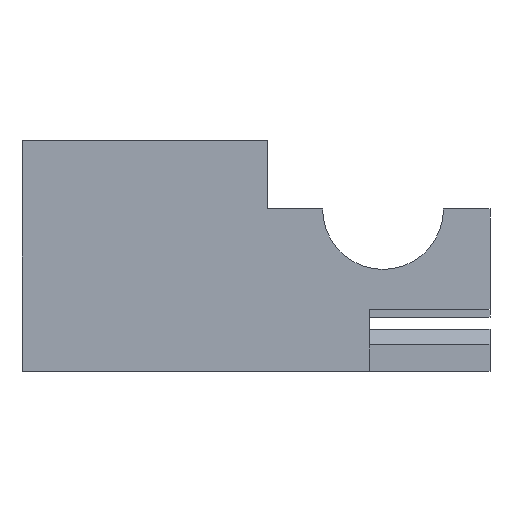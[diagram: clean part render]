
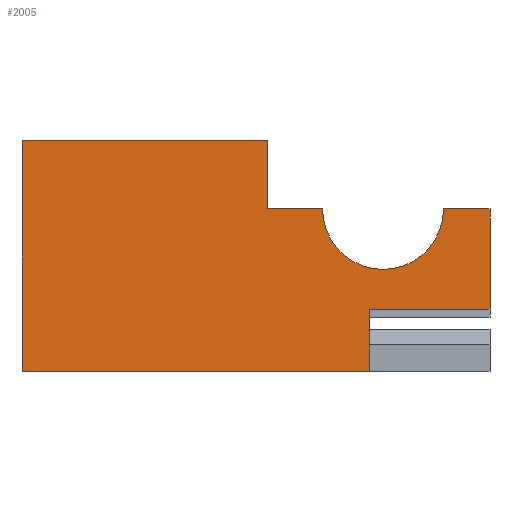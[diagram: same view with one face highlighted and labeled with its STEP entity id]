
A CAD part, left-side view. The second image highlights one B-rep face of the part: STEP entity #2005.
In plain terms, the highlighted planar face has unit normal (-1, 0, 0).
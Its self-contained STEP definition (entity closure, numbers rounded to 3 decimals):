
#117=CIRCLE('',#2181,8.);
#254=FACE_OUTER_BOUND('',#401,.T.);
#401=EDGE_LOOP('',(#1813,#1814,#1815,#1816,#1817,#1818,#1819,#1820,#1821,
#1822,#1823,#1824));
#458=LINE('',#2903,#669);
#552=LINE('',#3139,#763);
#557=LINE('',#3146,#768);
#571=LINE('',#3201,#782);
#573=LINE('',#3206,#784);
#598=LINE('',#3266,#809);
#599=LINE('',#3269,#810);
#601=LINE('',#3272,#812);
#608=LINE('',#3290,#819);
#610=LINE('',#3294,#821);
#612=LINE('',#3297,#823);
#669=VECTOR('',#2352,10.);
#763=VECTOR('',#2558,10.);
#768=VECTOR('',#2565,10.);
#782=VECTOR('',#2631,10.);
#784=VECTOR('',#2635,10.);
#809=VECTOR('',#2696,10.);
#810=VECTOR('',#2699,10.);
#812=VECTOR('',#2703,10.);
#819=VECTOR('',#2726,10.);
#821=VECTOR('',#2730,10.);
#823=VECTOR('',#2734,10.);
#878=VERTEX_POINT('',#2900);
#879=VERTEX_POINT('',#2902);
#964=VERTEX_POINT('',#3137);
#965=VERTEX_POINT('',#3138);
#966=VERTEX_POINT('',#3144);
#981=VERTEX_POINT('',#3200);
#982=VERTEX_POINT('',#3204);
#983=VERTEX_POINT('',#3205);
#1000=VERTEX_POINT('',#3264);
#1001=VERTEX_POINT('',#3268);
#1004=VERTEX_POINT('',#3289);
#1005=VERTEX_POINT('',#3293);
#1086=EDGE_CURVE('',#879,#878,#458,.T.);
#1199=EDGE_CURVE('',#964,#965,#552,.T.);
#1204=EDGE_CURVE('',#965,#966,#557,.T.);
#1230=EDGE_CURVE('',#981,#964,#571,.T.);
#1232=EDGE_CURVE('',#982,#983,#573,.T.);
#1263=EDGE_CURVE('',#966,#1000,#598,.T.);
#1264=EDGE_CURVE('',#878,#1001,#599,.T.);
#1266=EDGE_CURVE('',#1001,#982,#601,.T.);
#1272=EDGE_CURVE('',#983,#981,#117,.F.);
#1274=EDGE_CURVE('',#1004,#879,#608,.T.);
#1276=EDGE_CURVE('',#1005,#1004,#610,.T.);
#1278=EDGE_CURVE('',#1000,#1005,#612,.T.);
#1813=ORIENTED_EDGE('',*,*,#1199,.T.);
#1814=ORIENTED_EDGE('',*,*,#1204,.T.);
#1815=ORIENTED_EDGE('',*,*,#1263,.T.);
#1816=ORIENTED_EDGE('',*,*,#1278,.T.);
#1817=ORIENTED_EDGE('',*,*,#1276,.T.);
#1818=ORIENTED_EDGE('',*,*,#1274,.T.);
#1819=ORIENTED_EDGE('',*,*,#1086,.T.);
#1820=ORIENTED_EDGE('',*,*,#1264,.T.);
#1821=ORIENTED_EDGE('',*,*,#1266,.T.);
#1822=ORIENTED_EDGE('',*,*,#1232,.T.);
#1823=ORIENTED_EDGE('',*,*,#1272,.T.);
#1824=ORIENTED_EDGE('',*,*,#1230,.T.);
#1899=PLANE('',#2187);
#2005=ADVANCED_FACE('',(#254),#1899,.T.);
#2181=AXIS2_PLACEMENT_3D('',#3284,#2717,#2718);
#2187=AXIS2_PLACEMENT_3D('',#3298,#2735,#2736);
#2352=DIRECTION('',(0.,0.,1.));
#2558=DIRECTION('',(0.,0.,1.));
#2565=DIRECTION('',(0.,1.,0.));
#2631=DIRECTION('',(0.,1.,0.));
#2635=DIRECTION('',(0.,1.,0.));
#2696=DIRECTION('',(0.,0.,-1.));
#2699=DIRECTION('',(0.,-1.,0.));
#2703=DIRECTION('',(0.,0.,1.));
#2717=DIRECTION('center_axis',(-1.,0.,0.));
#2718=DIRECTION('ref_axis',(0.,1.,0.));
#2726=DIRECTION('',(0.,-1.,0.));
#2730=DIRECTION('',(0.,0.,-1.));
#2734=DIRECTION('',(0.,-1.,0.));
#2735=DIRECTION('center_axis',(-1.,0.,0.));
#2736=DIRECTION('ref_axis',(0.,0.,1.));
#2900=CARTESIAN_POINT('',(-30.,-255.045,-23.34));
#2902=CARTESIAN_POINT('',(-30.,-255.045,-31.519));
#2903=CARTESIAN_POINT('',(-30.,-255.045,-19.799));
#3137=CARTESIAN_POINT('',(-30.,-241.535,-10.032));
#3138=CARTESIAN_POINT('',(-30.,-241.535,-1.));
#3139=CARTESIAN_POINT('',(-30.,-241.535,-13.146));
#3144=CARTESIAN_POINT('',(-30.,-209.046,-1.));
#3146=CARTESIAN_POINT('',(-30.,-209.046,-1.));
#3200=CARTESIAN_POINT('',(-30.,-248.835,-10.032));
#3201=CARTESIAN_POINT('',(-30.,-240.927,-10.032));
#3204=CARTESIAN_POINT('',(-30.,-270.99,-10.032));
#3205=CARTESIAN_POINT('',(-30.,-264.835,-10.032));
#3206=CARTESIAN_POINT('',(-30.,-255.504,-10.032));
#3264=CARTESIAN_POINT('',(-30.,-209.046,-31.518));
#3266=CARTESIAN_POINT('',(-30.,-209.046,-31.519));
#3268=CARTESIAN_POINT('',(-30.,-270.99,-23.34));
#3269=CARTESIAN_POINT('',(-30.,-255.504,-23.34));
#3272=CARTESIAN_POINT('',(-30.,-270.99,-1.));
#3284=CARTESIAN_POINT('Origin',(-30.,-256.835,-10.032));
#3289=CARTESIAN_POINT('',(-30.,-253.045,-31.519));
#3290=CARTESIAN_POINT('',(-30.,-270.99,-31.519));
#3293=CARTESIAN_POINT('',(-30.,-253.045,-31.518));
#3294=CARTESIAN_POINT('',(-30.,-253.045,-31.518));
#3297=CARTESIAN_POINT('',(-30.,-209.046,-31.518));
#3298=CARTESIAN_POINT('Origin',(-30.,-240.018,-16.259));
